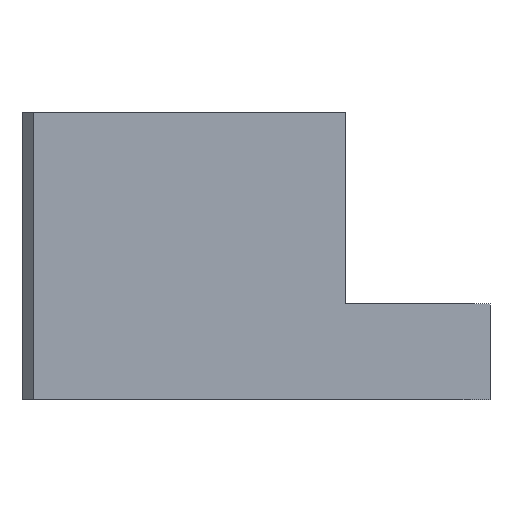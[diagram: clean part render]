
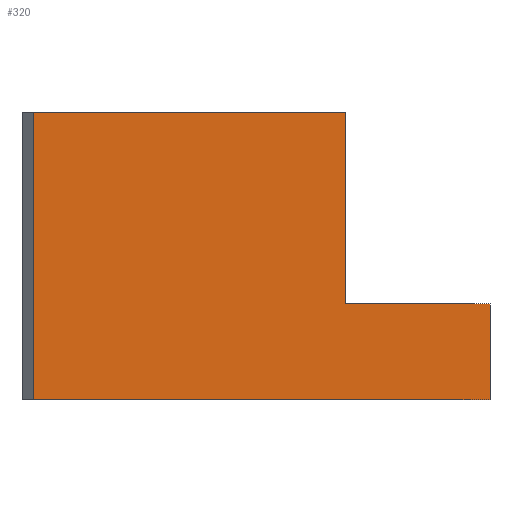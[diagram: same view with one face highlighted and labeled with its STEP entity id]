
A CAD part, left-side view. The second image highlights one B-rep face of the part: STEP entity #320.
In plain terms, the highlighted planar face has unit normal (-1, 0, 0).
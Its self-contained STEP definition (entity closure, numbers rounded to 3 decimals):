
#12 = CARTESIAN_POINT ( 'NONE',  ( 0., 19., 0. ) ) ;
#21 = CARTESIAN_POINT ( 'NONE',  ( 0., 0., 4. ) ) ;
#28 = AXIS2_PLACEMENT_3D ( 'NONE', #735, #698, #229 ) ;
#30 = CARTESIAN_POINT ( 'NONE',  ( 0., 0., 0. ) ) ;
#37 = EDGE_CURVE ( 'NONE', #227, #625, #333, .T. ) ;
#46 = EDGE_CURVE ( 'NONE', #382, #227, #77, .T. ) ;
#77 = LINE ( 'NONE', #81, #182 ) ;
#79 = VECTOR ( 'NONE', #611, 1000. ) ;
#81 = CARTESIAN_POINT ( 'NONE',  ( 0., 3., 4. ) ) ;
#84 = EDGE_LOOP ( 'NONE', ( #470, #222, #641, #110, #437, #216 ) ) ;
#89 = CARTESIAN_POINT ( 'NONE',  ( 0., 0., 0. ) ) ;
#93 = VECTOR ( 'NONE', #681, 1000. ) ;
#110 = ORIENTED_EDGE ( 'NONE', *, *, #37, .F. ) ;
#122 = EDGE_CURVE ( 'NONE', #530, #587, #749, .T. ) ;
#145 = EDGE_CURVE ( 'NONE', #372, #625, #536, .T. ) ;
#152 = LINE ( 'NONE', #12, #93 ) ;
#182 = VECTOR ( 'NONE', #322, 1000. ) ;
#216 = ORIENTED_EDGE ( 'NONE', *, *, #272, .F. ) ;
#222 = ORIENTED_EDGE ( 'NONE', *, *, #538, .T. ) ;
#227 = VERTEX_POINT ( 'NONE', #21 ) ;
#229 = DIRECTION ( 'NONE',  ( 0., 0., 1. ) ) ;
#230 = CARTESIAN_POINT ( 'NONE',  ( 0., 6., 12. ) ) ;
#234 = VECTOR ( 'NONE', #487, 1000. ) ;
#235 = CARTESIAN_POINT ( 'NONE',  ( 0., 12.5, 12. ) ) ;
#249 = CARTESIAN_POINT ( 'NONE',  ( 0., 6., 4. ) ) ;
#272 = EDGE_CURVE ( 'NONE', #587, #382, #507, .T. ) ;
#320 = ADVANCED_FACE ( 'NONE', ( #746 ), #355, .T. ) ;
#322 = DIRECTION ( 'NONE',  ( 0., -1., 0. ) ) ;
#333 = LINE ( 'NONE', #30, #638 ) ;
#355 = PLANE ( 'NONE',  #28 ) ;
#372 = VERTEX_POINT ( 'NONE', #409 ) ;
#382 = VERTEX_POINT ( 'NONE', #249 ) ;
#409 = CARTESIAN_POINT ( 'NONE',  ( 0., 19., 0. ) ) ;
#433 = CARTESIAN_POINT ( 'NONE',  ( 0., 19., 12. ) ) ;
#437 = ORIENTED_EDGE ( 'NONE', *, *, #46, .F. ) ;
#470 = ORIENTED_EDGE ( 'NONE', *, *, #122, .F. ) ;
#474 = DIRECTION ( 'NONE',  ( 0., -1., 0. ) ) ;
#487 = DIRECTION ( 'NONE',  ( 0., -1., 0. ) ) ;
#497 = DIRECTION ( 'NONE',  ( 0., 0., -1. ) ) ;
#507 = LINE ( 'NONE', #512, #79 ) ;
#512 = CARTESIAN_POINT ( 'NONE',  ( 0., 6., 0. ) ) ;
#530 = VERTEX_POINT ( 'NONE', #433 ) ;
#536 = LINE ( 'NONE', #656, #234 ) ;
#538 = EDGE_CURVE ( 'NONE', #530, #372, #152, .T. ) ;
#587 = VERTEX_POINT ( 'NONE', #230 ) ;
#611 = DIRECTION ( 'NONE',  ( 0., 0., -1. ) ) ;
#625 = VERTEX_POINT ( 'NONE', #89 ) ;
#638 = VECTOR ( 'NONE', #497, 1000. ) ;
#641 = ORIENTED_EDGE ( 'NONE', *, *, #145, .T. ) ;
#649 = VECTOR ( 'NONE', #474, 1000. ) ;
#656 = CARTESIAN_POINT ( 'NONE',  ( 0., 3., 0. ) ) ;
#681 = DIRECTION ( 'NONE',  ( 0., 0., -1. ) ) ;
#698 = DIRECTION ( 'NONE',  ( -1., 0., 0. ) ) ;
#735 = CARTESIAN_POINT ( 'NONE',  ( 0., 6., 0. ) ) ;
#746 = FACE_OUTER_BOUND ( 'NONE', #84, .T. ) ;
#749 = LINE ( 'NONE', #235, #649 ) ;
